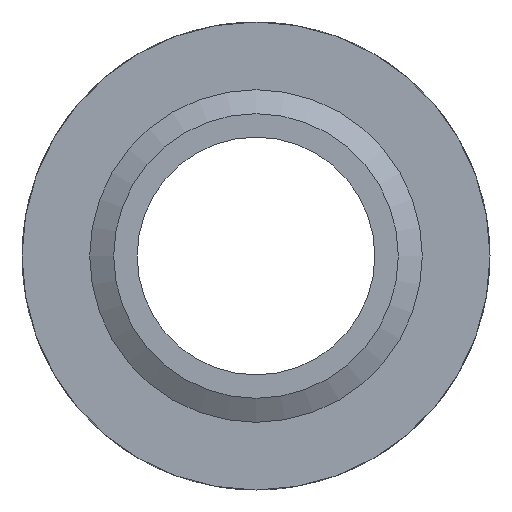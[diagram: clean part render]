
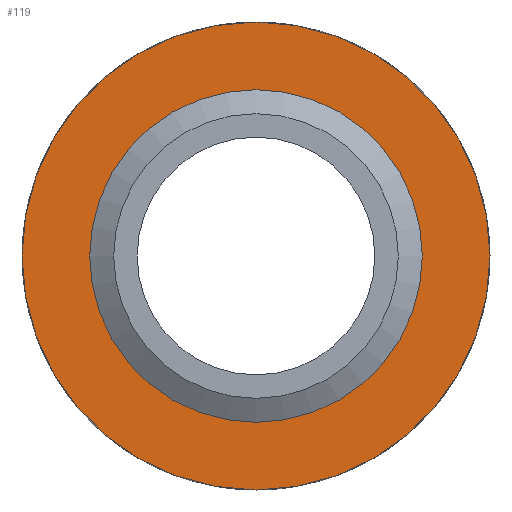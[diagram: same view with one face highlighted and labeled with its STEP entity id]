
A CAD part, left-side view. The second image highlights one B-rep face of the part: STEP entity #119.
In plain terms, the highlighted planar face has unit normal (-1, 0, 0).
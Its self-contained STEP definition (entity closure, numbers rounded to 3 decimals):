
#119 = ADVANCED_FACE( '', ( #239, #240 ), #241, .F. );
#239 = FACE_OUTER_BOUND( '', #371, .T. );
#240 = FACE_BOUND( '', #372, .T. );
#241 = PLANE( '', #373 );
#371 = EDGE_LOOP( '', ( #761 ) );
#372 = EDGE_LOOP( '', ( #762 ) );
#373 = AXIS2_PLACEMENT_3D( '', #763, #764, #765 );
#761 = ORIENTED_EDGE( '', *, *, #939, .F. );
#762 = ORIENTED_EDGE( '', *, *, #964, .T. );
#763 = CARTESIAN_POINT( '', ( -11., 13.15, 0. ) );
#764 = DIRECTION( '', ( 1., 0., 0. ) );
#765 = DIRECTION( '', ( 0., 0., -1. ) );
#939 = EDGE_CURVE( '', #1154, #1154, #1155, .T. );
#964 = EDGE_CURVE( '', #1191, #1191, #1192, .T. );
#1154 = VERTEX_POINT( '', #1436 );
#1155 = CIRCLE( '', #1437, 18.5 );
#1191 = VERTEX_POINT( '', #1499 );
#1192 = CIRCLE( '', #1500, 13.15 );
#1436 = CARTESIAN_POINT( '', ( -11., 0., -18.5 ) );
#1437 = AXIS2_PLACEMENT_3D( '', #1734, #1735, #1736 );
#1499 = CARTESIAN_POINT( '', ( -11., 0., -13.15 ) );
#1500 = AXIS2_PLACEMENT_3D( '', #1775, #1776, #1777 );
#1734 = CARTESIAN_POINT( '', ( -11., 0., 0. ) );
#1735 = DIRECTION( '', ( 1., 0., 0. ) );
#1736 = DIRECTION( '', ( 0., 0., -1. ) );
#1775 = CARTESIAN_POINT( '', ( -11., 0., 0. ) );
#1776 = DIRECTION( '', ( 1., 0., 0. ) );
#1777 = DIRECTION( '', ( 0., 0., -1. ) );
